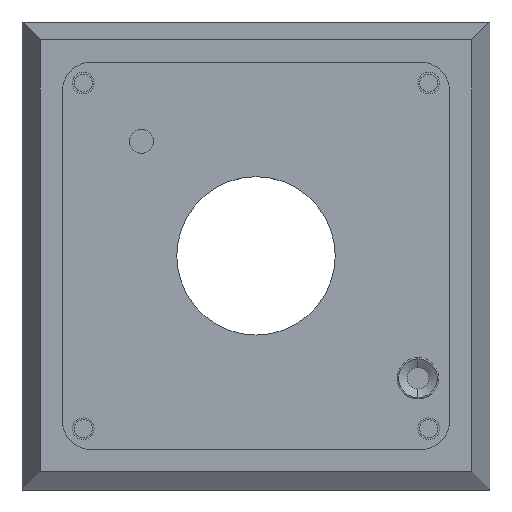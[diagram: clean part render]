
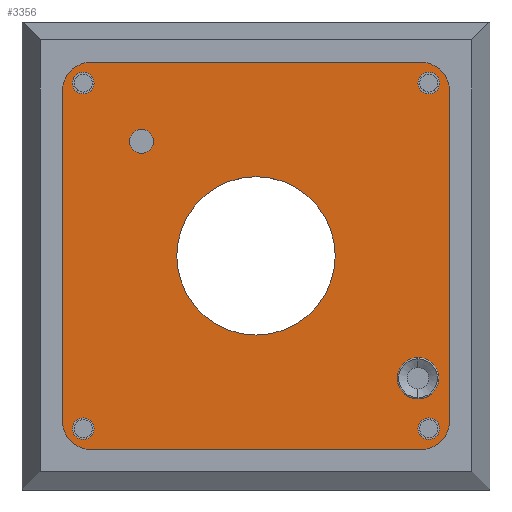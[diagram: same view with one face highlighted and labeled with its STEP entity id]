
A CAD part, top view. The second image highlights one B-rep face of the part: STEP entity #3356.
In plain terms, the highlighted planar face has unit normal (0, 0, 1).
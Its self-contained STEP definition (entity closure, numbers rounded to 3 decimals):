
#645=CARTESIAN_POINT('',(32.5,32.5,11.1));
#646=DIRECTION('',(0.,0.,-1.));
#647=DIRECTION('',(0.,1.,0.));
#648=AXIS2_PLACEMENT_3D('',#645,#646,#647);
#654=CARTESIAN_POINT('',(55.4,55.4,11.1));
#655=DIRECTION('',(0.,0.,1.));
#656=DIRECTION('',(1.,0.,0.));
#657=AXIS2_PLACEMENT_3D('',#654,#655,#656);
#659=DIRECTION('',(0.,1.,0.));
#660=VECTOR('',#659,45.8);
#661=CARTESIAN_POINT('',(59.4,9.6,11.1));
#662=LINE('',#661,#660);
#663=CARTESIAN_POINT('',(55.4,9.6,11.1));
#664=DIRECTION('',(0.,0.,1.));
#665=DIRECTION('',(0.,-1.,0.));
#666=AXIS2_PLACEMENT_3D('',#663,#664,#665);
#668=DIRECTION('',(1.,0.,0.));
#669=VECTOR('',#668,45.8);
#670=CARTESIAN_POINT('',(9.6,5.6,11.1));
#671=LINE('',#670,#669);
#672=CARTESIAN_POINT('',(9.6,9.6,11.1));
#673=DIRECTION('',(0.,0.,1.));
#674=DIRECTION('',(-1.,0.,0.));
#675=AXIS2_PLACEMENT_3D('',#672,#673,#674);
#677=DIRECTION('',(0.,-1.,0.));
#678=VECTOR('',#677,45.8);
#679=CARTESIAN_POINT('',(5.6,55.4,11.1));
#680=LINE('',#679,#678);
#681=CARTESIAN_POINT('',(9.6,55.4,11.1));
#682=DIRECTION('',(0.,0.,1.));
#683=DIRECTION('',(0.,1.,0.));
#684=AXIS2_PLACEMENT_3D('',#681,#682,#683);
#686=DIRECTION('',(-1.,0.,0.));
#687=VECTOR('',#686,45.8);
#688=CARTESIAN_POINT('',(55.4,59.4,11.1));
#689=LINE('',#688,#687);
#690=CARTESIAN_POINT('',(56.501,56.501,11.1));
#691=DIRECTION('',(0.,0.,1.));
#692=DIRECTION('',(0.,-1.,0.));
#693=AXIS2_PLACEMENT_3D('',#690,#691,#692);
#695=CARTESIAN_POINT('',(56.501,56.501,11.1));
#696=DIRECTION('',(0.,0.,1.));
#697=DIRECTION('',(0.,1.,0.));
#698=AXIS2_PLACEMENT_3D('',#695,#696,#697);
#700=CARTESIAN_POINT('',(56.501,8.501,11.1));
#701=DIRECTION('',(0.,0.,1.));
#702=DIRECTION('',(0.,-1.,0.));
#703=AXIS2_PLACEMENT_3D('',#700,#701,#702);
#705=CARTESIAN_POINT('',(56.501,8.501,11.1));
#706=DIRECTION('',(0.,0.,1.));
#707=DIRECTION('',(0.,1.,0.));
#708=AXIS2_PLACEMENT_3D('',#705,#706,#707);
#710=CARTESIAN_POINT('',(8.501,8.501,11.1));
#711=DIRECTION('',(0.,0.,1.));
#712=DIRECTION('',(0.,-1.,0.));
#713=AXIS2_PLACEMENT_3D('',#710,#711,#712);
#715=CARTESIAN_POINT('',(8.501,8.501,11.1));
#716=DIRECTION('',(0.,0.,1.));
#717=DIRECTION('',(0.,1.,0.));
#718=AXIS2_PLACEMENT_3D('',#715,#716,#717);
#720=CARTESIAN_POINT('',(8.501,56.501,11.1));
#721=DIRECTION('',(0.,0.,1.));
#722=DIRECTION('',(0.,-1.,0.));
#723=AXIS2_PLACEMENT_3D('',#720,#721,#722);
#725=CARTESIAN_POINT('',(8.501,56.501,11.1));
#726=DIRECTION('',(0.,0.,1.));
#727=DIRECTION('',(0.,1.,0.));
#728=AXIS2_PLACEMENT_3D('',#725,#726,#727);
#730=CARTESIAN_POINT('',(55.,15.5,11.1));
#731=DIRECTION('',(0.,0.,-1.));
#732=DIRECTION('',(0.,-1.,0.));
#733=AXIS2_PLACEMENT_3D('',#730,#731,#732);
#735=CARTESIAN_POINT('',(55.,15.5,11.1));
#736=DIRECTION('',(0.,0.,-1.));
#737=DIRECTION('',(0.,1.,0.));
#738=AXIS2_PLACEMENT_3D('',#735,#736,#737);
#740=CARTESIAN_POINT('',(16.59,48.41,11.1));
#741=DIRECTION('',(0.,0.,1.));
#742=DIRECTION('',(0.,-1.,0.));
#743=AXIS2_PLACEMENT_3D('',#740,#741,#742);
#745=CARTESIAN_POINT('',(16.59,48.41,11.1));
#746=DIRECTION('',(0.,0.,1.));
#747=DIRECTION('',(0.,1.,0.));
#748=AXIS2_PLACEMENT_3D('',#745,#746,#747);
#782=CARTESIAN_POINT('',(32.5,32.5,11.1));
#783=DIRECTION('',(0.,0.,-1.));
#784=DIRECTION('',(0.,-1.,0.));
#785=AXIS2_PLACEMENT_3D('',#782,#783,#784);
#2369=CARTESIAN_POINT('',(59.4,55.4,11.1));
#2370=CARTESIAN_POINT('',(55.4,59.4,11.1));
#2371=VERTEX_POINT('',#2369);
#2372=VERTEX_POINT('',#2370);
#2373=CARTESIAN_POINT('',(9.6,59.4,11.1));
#2374=VERTEX_POINT('',#2373);
#2375=CARTESIAN_POINT('',(5.6,55.4,11.1));
#2376=VERTEX_POINT('',#2375);
#2377=CARTESIAN_POINT('',(5.6,9.6,11.1));
#2378=VERTEX_POINT('',#2377);
#2379=CARTESIAN_POINT('',(9.6,5.6,11.1));
#2380=VERTEX_POINT('',#2379);
#2381=CARTESIAN_POINT('',(55.4,5.6,11.1));
#2382=VERTEX_POINT('',#2381);
#2383=CARTESIAN_POINT('',(59.4,9.6,11.1));
#2384=VERTEX_POINT('',#2383);
#2401=CARTESIAN_POINT('',(32.5,43.5,11.1));
#2402=CARTESIAN_POINT('',(32.5,21.5,11.1));
#2403=VERTEX_POINT('',#2401);
#2404=VERTEX_POINT('',#2402);
#2421=CARTESIAN_POINT('',(56.501,55.001,11.1));
#2422=CARTESIAN_POINT('',(56.501,58.001,11.1));
#2423=VERTEX_POINT('',#2421);
#2424=VERTEX_POINT('',#2422);
#2425=CARTESIAN_POINT('',(56.501,7.001,11.1));
#2426=CARTESIAN_POINT('',(56.501,10.001,11.1));
#2427=VERTEX_POINT('',#2425);
#2428=VERTEX_POINT('',#2426);
#2429=CARTESIAN_POINT('',(8.501,7.001,11.1));
#2430=CARTESIAN_POINT('',(8.501,10.001,11.1));
#2431=VERTEX_POINT('',#2429);
#2432=VERTEX_POINT('',#2430);
#2433=CARTESIAN_POINT('',(8.501,55.001,11.1));
#2434=CARTESIAN_POINT('',(8.501,58.001,11.1));
#2435=VERTEX_POINT('',#2433);
#2436=VERTEX_POINT('',#2434);
#2471=CARTESIAN_POINT('',(55.,12.625,11.1));
#2472=CARTESIAN_POINT('',(55.,18.375,11.1));
#2473=VERTEX_POINT('',#2471);
#2474=VERTEX_POINT('',#2472);
#2483=CARTESIAN_POINT('',(16.59,46.735,11.1));
#2484=CARTESIAN_POINT('',(16.59,50.085,11.1));
#2485=VERTEX_POINT('',#2483);
#2486=VERTEX_POINT('',#2484);
#3292=CARTESIAN_POINT('',(62.5,62.5,11.1));
#3293=DIRECTION('',(0.,0.,1.));
#3294=DIRECTION('',(0.,-1.,0.));
#3295=AXIS2_PLACEMENT_3D('',#3292,#3293,#3294);
#3296=PLANE('',#3295);
#3298=ORIENTED_EDGE('',*,*,#3297,.F.);
#3300=ORIENTED_EDGE('',*,*,#3299,.F.);
#3302=ORIENTED_EDGE('',*,*,#3301,.F.);
#3304=ORIENTED_EDGE('',*,*,#3303,.F.);
#3306=ORIENTED_EDGE('',*,*,#3305,.F.);
#3308=ORIENTED_EDGE('',*,*,#3307,.F.);
#3310=ORIENTED_EDGE('',*,*,#3309,.F.);
#3312=ORIENTED_EDGE('',*,*,#3311,.F.);
#3313=EDGE_LOOP('',(#3298,#3300,#3302,#3304,#3306,#3308,#3310,#3312));
#3314=FACE_OUTER_BOUND('',#3313,.F.);
#3315=ORIENTED_EDGE('',*,*,#3282,.F.);
#3317=ORIENTED_EDGE('',*,*,#3316,.F.);
#3318=EDGE_LOOP('',(#3315,#3317));
#3319=FACE_BOUND('',#3318,.F.);
#3321=ORIENTED_EDGE('',*,*,#3320,.T.);
#3323=ORIENTED_EDGE('',*,*,#3322,.T.);
#3324=EDGE_LOOP('',(#3321,#3323));
#3325=FACE_BOUND('',#3324,.F.);
#3327=ORIENTED_EDGE('',*,*,#3326,.T.);
#3329=ORIENTED_EDGE('',*,*,#3328,.T.);
#3330=EDGE_LOOP('',(#3327,#3329));
#3331=FACE_BOUND('',#3330,.F.);
#3333=ORIENTED_EDGE('',*,*,#3332,.T.);
#3335=ORIENTED_EDGE('',*,*,#3334,.T.);
#3336=EDGE_LOOP('',(#3333,#3335));
#3337=FACE_BOUND('',#3336,.F.);
#3339=ORIENTED_EDGE('',*,*,#3338,.T.);
#3341=ORIENTED_EDGE('',*,*,#3340,.T.);
#3342=EDGE_LOOP('',(#3339,#3341));
#3343=FACE_BOUND('',#3342,.F.);
#3345=ORIENTED_EDGE('',*,*,#3344,.F.);
#3347=ORIENTED_EDGE('',*,*,#3346,.F.);
#3348=EDGE_LOOP('',(#3345,#3347));
#3349=FACE_BOUND('',#3348,.F.);
#3351=ORIENTED_EDGE('',*,*,#3350,.T.);
#3353=ORIENTED_EDGE('',*,*,#3352,.T.);
#3354=EDGE_LOOP('',(#3351,#3353));
#3355=FACE_BOUND('',#3354,.F.);
#649=CIRCLE('',#648,11.);
#658=CIRCLE('',#657,4.);
#667=CIRCLE('',#666,4.);
#676=CIRCLE('',#675,4.);
#685=CIRCLE('',#684,4.);
#694=CIRCLE('',#693,1.5);
#699=CIRCLE('',#698,1.5);
#704=CIRCLE('',#703,1.5);
#709=CIRCLE('',#708,1.5);
#714=CIRCLE('',#713,1.5);
#719=CIRCLE('',#718,1.5);
#724=CIRCLE('',#723,1.5);
#729=CIRCLE('',#728,1.5);
#734=CIRCLE('',#733,2.875);
#739=CIRCLE('',#738,2.875);
#744=CIRCLE('',#743,1.675);
#749=CIRCLE('',#748,1.675);
#786=CIRCLE('',#785,11.);
#3282=EDGE_CURVE('',#2403,#2404,#649,.T.);
#3297=EDGE_CURVE('',#2371,#2372,#658,.T.);
#3299=EDGE_CURVE('',#2384,#2371,#662,.T.);
#3301=EDGE_CURVE('',#2382,#2384,#667,.T.);
#3303=EDGE_CURVE('',#2380,#2382,#671,.T.);
#3305=EDGE_CURVE('',#2378,#2380,#676,.T.);
#3307=EDGE_CURVE('',#2376,#2378,#680,.T.);
#3309=EDGE_CURVE('',#2374,#2376,#685,.T.);
#3311=EDGE_CURVE('',#2372,#2374,#689,.T.);
#3316=EDGE_CURVE('',#2404,#2403,#786,.T.);
#3320=EDGE_CURVE('',#2423,#2424,#694,.T.);
#3322=EDGE_CURVE('',#2424,#2423,#699,.T.);
#3326=EDGE_CURVE('',#2427,#2428,#704,.T.);
#3328=EDGE_CURVE('',#2428,#2427,#709,.T.);
#3332=EDGE_CURVE('',#2431,#2432,#714,.T.);
#3334=EDGE_CURVE('',#2432,#2431,#719,.T.);
#3338=EDGE_CURVE('',#2435,#2436,#724,.T.);
#3340=EDGE_CURVE('',#2436,#2435,#729,.T.);
#3344=EDGE_CURVE('',#2473,#2474,#734,.T.);
#3346=EDGE_CURVE('',#2474,#2473,#739,.T.);
#3350=EDGE_CURVE('',#2485,#2486,#744,.T.);
#3352=EDGE_CURVE('',#2486,#2485,#749,.T.);
#3356=ADVANCED_FACE('',(#3314,#3319,#3325,#3331,#3337,#3343,#3349,#3355),#3296,
.T.);
